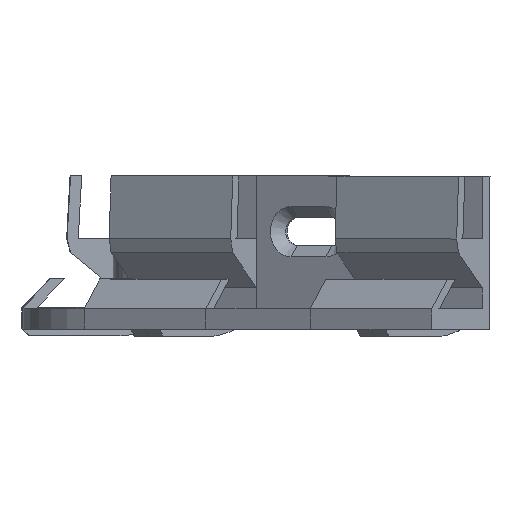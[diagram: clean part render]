
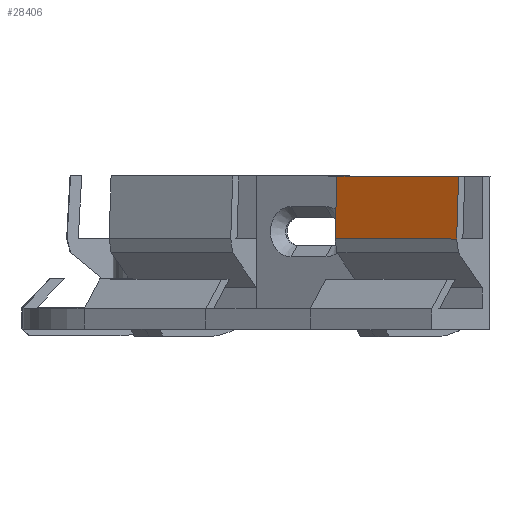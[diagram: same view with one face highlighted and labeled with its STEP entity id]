
A CAD part, left-side view. The second image highlights one B-rep face of the part: STEP entity #28406.
In plain terms, the highlighted face is planar.
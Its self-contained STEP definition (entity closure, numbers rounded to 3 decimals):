
#26511 = PLANE('',#26512);
#26512 = AXIS2_PLACEMENT_3D('',#26513,#26514,#26515);
#26513 = CARTESIAN_POINT('',(-10.5,5.766,9.503));
#26514 = DIRECTION('',(-1.,0.,0.));
#26515 = DIRECTION('',(0.,0.,1.));
#26945 = PLANE('',#26946);
#26946 = AXIS2_PLACEMENT_3D('',#26947,#26948,#26949);
#26947 = CARTESIAN_POINT('',(10.5,5.766,9.503));
#26948 = DIRECTION('',(-1.,0.,0.));
#26949 = DIRECTION('',(0.,0.,1.));
#27205 = VERTEX_POINT('',#27206);
#27206 = CARTESIAN_POINT('',(-10.5,8.1,22.));
#27220 = PLANE('',#27221);
#27221 = AXIS2_PLACEMENT_3D('',#27222,#27223,#27224);
#27222 = CARTESIAN_POINT('',(0.,6.5,22.));
#27223 = DIRECTION('',(0.,0.,-1.));
#27224 = DIRECTION('',(0.,1.,0.));
#27232 = EDGE_CURVE('',#27205,#27233,#27235,.T.);
#27233 = VERTEX_POINT('',#27234);
#27234 = CARTESIAN_POINT('',(-10.5,8.6,13.));
#27235 = SURFACE_CURVE('',#27236,(#27240,#27247),.PCURVE_S1.);
#27236 = LINE('',#27237,#27238);
#27237 = CARTESIAN_POINT('',(-10.5,8.1,22.));
#27238 = VECTOR('',#27239,1.);
#27239 = DIRECTION('',(0.,0.055,-0.998));
#27240 = PCURVE('',#26511,#27241);
#27241 = DEFINITIONAL_REPRESENTATION('',(#27242),#27246);
#27242 = LINE('',#27243,#27244);
#27243 = CARTESIAN_POINT('',(12.497,2.334));
#27244 = VECTOR('',#27245,1.);
#27245 = DIRECTION('',(-0.998,0.055));
#27246 = ( GEOMETRIC_REPRESENTATION_CONTEXT(2) 
PARAMETRIC_REPRESENTATION_CONTEXT() REPRESENTATION_CONTEXT('2D SPACE',''
  ) );
#27247 = PCURVE('',#27248,#27253);
#27248 = PLANE('',#27249);
#27249 = AXIS2_PLACEMENT_3D('',#27250,#27251,#27252);
#27250 = CARTESIAN_POINT('',(0.,8.1,22.));
#27251 = DIRECTION('',(-0.,-0.998,-0.055));
#27252 = DIRECTION('',(0.,0.055,-0.998));
#27253 = DEFINITIONAL_REPRESENTATION('',(#27254),#27258);
#27254 = LINE('',#27255,#27256);
#27255 = CARTESIAN_POINT('',(0.,-10.5));
#27256 = VECTOR('',#27257,1.);
#27257 = DIRECTION('',(1.,0.));
#27258 = ( GEOMETRIC_REPRESENTATION_CONTEXT(2) 
PARAMETRIC_REPRESENTATION_CONTEXT() REPRESENTATION_CONTEXT('2D SPACE',''
  ) );
#27276 = PLANE('',#27277);
#27277 = AXIS2_PLACEMENT_3D('',#27278,#27279,#27280);
#27278 = CARTESIAN_POINT('',(0.,8.6,13.));
#27279 = DIRECTION('',(0.,-0.97,0.243));
#27280 = DIRECTION('',(-0.,-0.243,-0.97));
#28051 = VERTEX_POINT('',#28052);
#28052 = CARTESIAN_POINT('',(10.5,8.1,22.));
#28073 = EDGE_CURVE('',#28051,#28074,#28076,.T.);
#28074 = VERTEX_POINT('',#28075);
#28075 = CARTESIAN_POINT('',(10.5,8.6,13.));
#28076 = SURFACE_CURVE('',#28077,(#28081,#28088),.PCURVE_S1.);
#28077 = LINE('',#28078,#28079);
#28078 = CARTESIAN_POINT('',(10.5,8.1,22.));
#28079 = VECTOR('',#28080,1.);
#28080 = DIRECTION('',(0.,0.055,-0.998));
#28081 = PCURVE('',#26945,#28082);
#28082 = DEFINITIONAL_REPRESENTATION('',(#28083),#28087);
#28083 = LINE('',#28084,#28085);
#28084 = CARTESIAN_POINT('',(12.497,2.334));
#28085 = VECTOR('',#28086,1.);
#28086 = DIRECTION('',(-0.998,0.055));
#28087 = ( GEOMETRIC_REPRESENTATION_CONTEXT(2) 
PARAMETRIC_REPRESENTATION_CONTEXT() REPRESENTATION_CONTEXT('2D SPACE',''
  ) );
#28088 = PCURVE('',#27248,#28089);
#28089 = DEFINITIONAL_REPRESENTATION('',(#28090),#28094);
#28090 = LINE('',#28091,#28092);
#28091 = CARTESIAN_POINT('',(0.,10.5));
#28092 = VECTOR('',#28093,1.);
#28093 = DIRECTION('',(1.,0.));
#28094 = ( GEOMETRIC_REPRESENTATION_CONTEXT(2) 
PARAMETRIC_REPRESENTATION_CONTEXT() REPRESENTATION_CONTEXT('2D SPACE',''
  ) );
#28384 = EDGE_CURVE('',#28051,#27205,#28385,.T.);
#28385 = SURFACE_CURVE('',#28386,(#28390,#28397),.PCURVE_S1.);
#28386 = LINE('',#28387,#28388);
#28387 = CARTESIAN_POINT('',(10.5,8.1,22.));
#28388 = VECTOR('',#28389,1.);
#28389 = DIRECTION('',(-1.,0.,0.));
#28390 = PCURVE('',#27220,#28391);
#28391 = DEFINITIONAL_REPRESENTATION('',(#28392),#28396);
#28392 = LINE('',#28393,#28394);
#28393 = CARTESIAN_POINT('',(1.6,10.5));
#28394 = VECTOR('',#28395,1.);
#28395 = DIRECTION('',(0.,-1.));
#28396 = ( GEOMETRIC_REPRESENTATION_CONTEXT(2) 
PARAMETRIC_REPRESENTATION_CONTEXT() REPRESENTATION_CONTEXT('2D SPACE',''
  ) );
#28397 = PCURVE('',#27248,#28398);
#28398 = DEFINITIONAL_REPRESENTATION('',(#28399),#28403);
#28399 = LINE('',#28400,#28401);
#28400 = CARTESIAN_POINT('',(0.,10.5));
#28401 = VECTOR('',#28402,1.);
#28402 = DIRECTION('',(0.,-1.));
#28403 = ( GEOMETRIC_REPRESENTATION_CONTEXT(2) 
PARAMETRIC_REPRESENTATION_CONTEXT() REPRESENTATION_CONTEXT('2D SPACE',''
  ) );
#28406 = ADVANCED_FACE('',(#28407),#27248,.F.);
#28407 = FACE_BOUND('',#28408,.F.);
#28408 = EDGE_LOOP('',(#28409,#28410,#28431,#28432));
#28409 = ORIENTED_EDGE('',*,*,#27232,.T.);
#28410 = ORIENTED_EDGE('',*,*,#28411,.F.);
#28411 = EDGE_CURVE('',#28074,#27233,#28412,.T.);
#28412 = SURFACE_CURVE('',#28413,(#28417,#28424),.PCURVE_S1.);
#28413 = LINE('',#28414,#28415);
#28414 = CARTESIAN_POINT('',(10.5,8.6,13.));
#28415 = VECTOR('',#28416,1.);
#28416 = DIRECTION('',(-1.,0.,0.));
#28417 = PCURVE('',#27248,#28418);
#28418 = DEFINITIONAL_REPRESENTATION('',(#28419),#28423);
#28419 = LINE('',#28420,#28421);
#28420 = CARTESIAN_POINT('',(9.014,10.5));
#28421 = VECTOR('',#28422,1.);
#28422 = DIRECTION('',(0.,-1.));
#28423 = ( GEOMETRIC_REPRESENTATION_CONTEXT(2) 
PARAMETRIC_REPRESENTATION_CONTEXT() REPRESENTATION_CONTEXT('2D SPACE',''
  ) );
#28424 = PCURVE('',#27276,#28425);
#28425 = DEFINITIONAL_REPRESENTATION('',(#28426),#28430);
#28426 = LINE('',#28427,#28428);
#28427 = CARTESIAN_POINT('',(-0.,10.5));
#28428 = VECTOR('',#28429,1.);
#28429 = DIRECTION('',(0.,-1.));
#28430 = ( GEOMETRIC_REPRESENTATION_CONTEXT(2) 
PARAMETRIC_REPRESENTATION_CONTEXT() REPRESENTATION_CONTEXT('2D SPACE',''
  ) );
#28431 = ORIENTED_EDGE('',*,*,#28073,.F.);
#28432 = ORIENTED_EDGE('',*,*,#28384,.T.);
